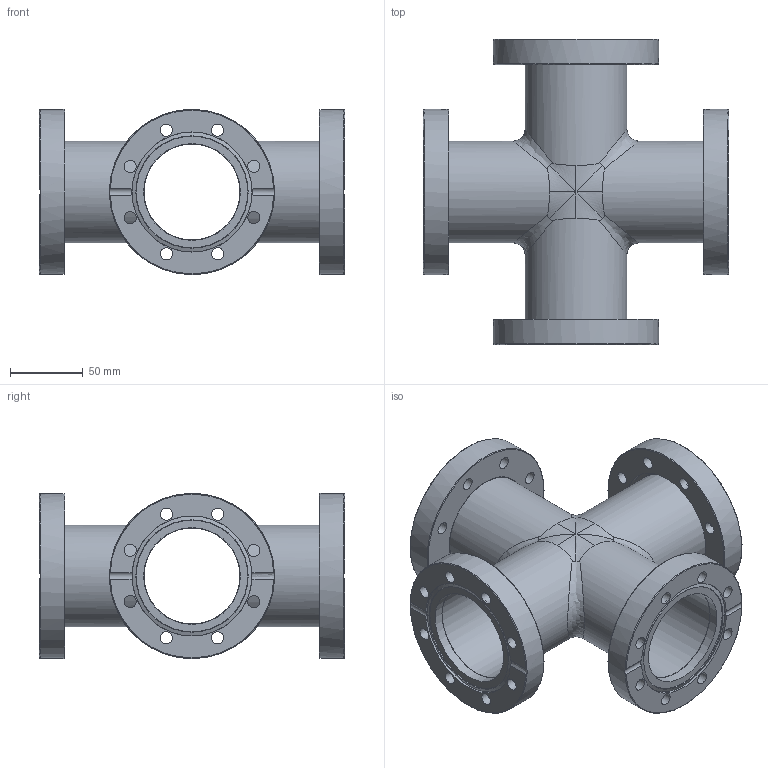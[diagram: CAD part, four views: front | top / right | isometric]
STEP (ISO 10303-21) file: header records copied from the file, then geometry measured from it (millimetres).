
FILE_DESCRIPTION((''),'2;1');
FILE_NAME('X63RS-304.stp','2009-04-30T15:26:45',('hasers'),(''),'Autodesk Inventor 2008','Autodesk Inventor 2008','');
FILE_SCHEMA(('AUTOMOTIVE_DESIGN { 1 0 10303 214 1 1 1 1 }'));
Length unit declared in the file: millimetre
Products named in the file (5): X63RS-304; Rohre [Subject [Summary]=T-Collar][Keywords [Summary]=1.4301][Title [Summary]=X70-CF]; CF-07 [Keywords [Summary]=1.4301][Company [Summary]=Vacom][Title [Summary]=F63B70]; CF-R [Subject [Summary]=-304][Title [Summary]=F63RIB70]; CF-R [Subject [Summary]=-304][Title [Summary]=F63RO]
Assembly tree (7 placements, depth 2):
  X63RS-304
    Rohre [Subject [Summary]=T-Collar][Keywords [Summary]=1.4301][Title [Summary]=X70-CF]
    CF-07 [Keywords [Summary]=1.4301][Company [Summary]=Vacom][Title [Summary]=F63B70]  x2
    CF-R [Subject [Summary]=-304][Title [Summary]=F63RIB70]  x2
    CF-R [Subject [Summary]=-304][Title [Summary]=F63RO]  x2
Bounding box: 210 x 210 x 113.5 mm (x, y, z)
Volume: 529959.5 mm3; surface area: 248903.1 mm2
Topology: 7 solids, 7 shells, 172 faces, 457 edges, 301 vertices
Faces by surface type: bspline 88, cylinder 28, plane 24, torus 22, cone 10
Full cylindrical faces by diameter (mm): 66 x4, 66.5 x2, 70 x4, 70.3 x2, 82.4 x2, 82.5 x2, 83.2 x2, 113.5 x4
Entity records: 16509 total; most frequent: CARTESIAN_POINT 14134, ORIENTED_EDGE 436, DIRECTION 388, EDGE_CURVE 218, EDGE_LOOP 204, AXIS2_PLACEMENT_3D 190, VERTEX_POINT 162, CIRCLE 114
